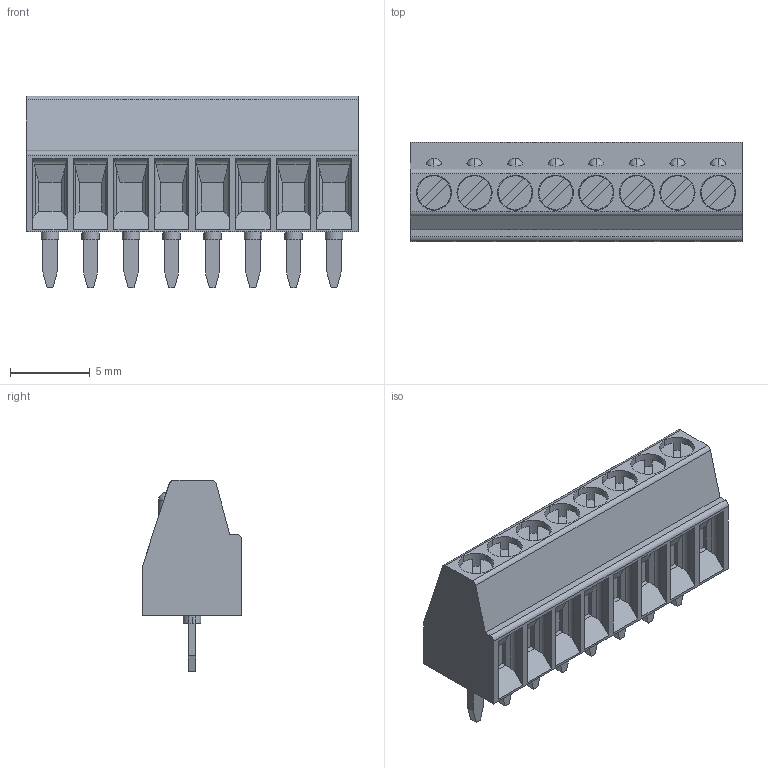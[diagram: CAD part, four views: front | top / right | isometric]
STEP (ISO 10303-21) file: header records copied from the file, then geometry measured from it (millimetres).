
FILE_DESCRIPTION (( 'STEP AP203' ), '1' );
FILE_NAME ('1725711.STEP', '2021-03-26T08:26:54', ( '' ), ( '' ), 'SwSTEP 2.0', 'SolidWorks 2018', '' );
FILE_SCHEMA (( 'CONFIG_CONTROL_DESIGN' ));
Length unit declared in the file: millimetre
Products named in the file (1): 1725711
Bounding box: 20.78 x 6.2 x 12 mm (x, y, z)
Volume: 834.4 mm3; surface area: 1018.5 mm2
Topology: 9 solids, 9 shells, 371 faces, 903 edges, 578 vertices
Faces by surface type: plane 242, cylinder 113, sphere 16
Entity records: 10877 total; most frequent: CARTESIAN_POINT 2134, DIRECTION 1801, ORIENTED_EDGE 1774, EDGE_CURVE 887, AXIS2_PLACEMENT_3D 606, VECTOR 589, LINE 589, VERTEX_POINT 578
